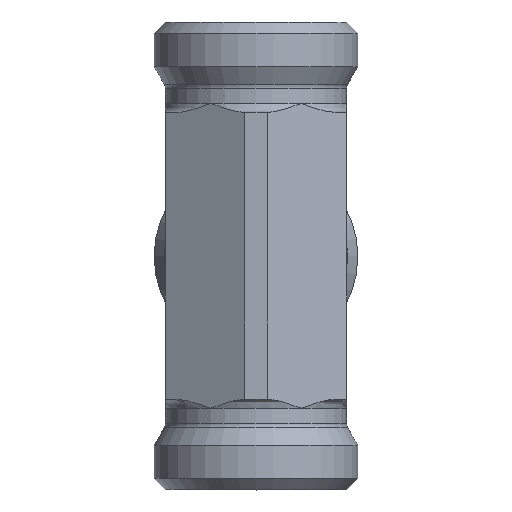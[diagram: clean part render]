
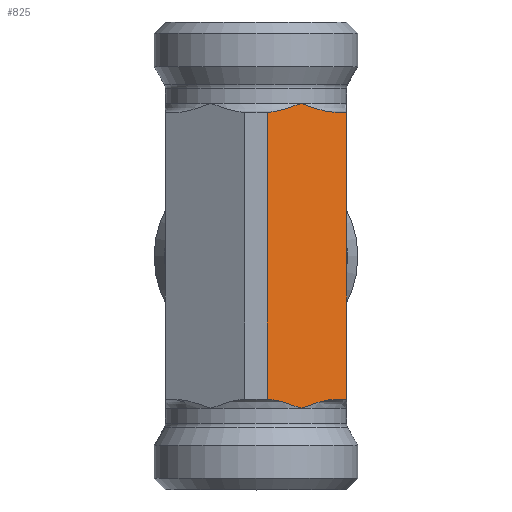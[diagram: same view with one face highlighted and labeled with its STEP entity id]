
A CAD part, top view. The second image highlights one B-rep face of the part: STEP entity #825.
In plain terms, the highlighted planar face has unit normal (0.5, 0, 0.866).
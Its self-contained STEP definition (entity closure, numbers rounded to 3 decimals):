
#327=CARTESIAN_POINT('',(-7.722,28.544,29.643));
#328=VERTEX_POINT('',#327);
#329=CARTESIAN_POINT('',(-12.485,29.744,32.392));
#330=VERTEX_POINT('',#329);
#331=CARTESIAN_POINT('',(-7.722,28.544,29.643));
#332=CARTESIAN_POINT('',(-9.262,28.544,30.531));
#333=CARTESIAN_POINT('',(-11.017,29.208,31.545));
#334=CARTESIAN_POINT('',(-12.485,29.744,32.392));
#335=B_SPLINE_CURVE_WITH_KNOTS('',3,(#331,#332,#333,#334),.UNSPECIFIED.,.F.,.U.,(4,4),(1.095,1.629),.UNSPECIFIED.);
#336=EDGE_CURVE('',#328,#330,#335,.T.);
#422=CARTESIAN_POINT('',(-16.985,28.55,34.99));
#423=VERTEX_POINT('',#422);
#434=CARTESIAN_POINT('',(-12.485,29.744,32.392));
#435=CARTESIAN_POINT('',(-13.87,29.238,33.192));
#436=CARTESIAN_POINT('',(-15.511,28.62,34.139));
#437=CARTESIAN_POINT('',(-16.985,28.55,34.99));
#438=B_SPLINE_CURVE_WITH_KNOTS('',3,(#434,#435,#436,#437),.UNSPECIFIED.,.F.,.U.,(4,4),(0.0,0.503),.UNSPECIFIED.);
#439=EDGE_CURVE('',#330,#423,#438,.T.);
#768=CARTESIAN_POINT('',(-16.985,9.544,34.99));
#769=DIRECTION('',(0.5,0.,0.866));
#770=DIRECTION('',(0.866,0.,-0.5));
#771=AXIS2_PLACEMENT_3D('',#768,#769,#770);
#772=PLANE('',#771);
#773=ORIENTED_EDGE('',*,*,#439,.T.);
#774=CARTESIAN_POINT('',(-16.985,-9.462,34.99));
#775=VERTEX_POINT('',#774);
#776=CARTESIAN_POINT('',(-16.985,28.55,34.99));
#777=DIRECTION('',(0.0,-1.0,0.0));
#778=VECTOR('',#777,38.013);
#779=LINE('',#776,#778);
#780=EDGE_CURVE('',#423,#775,#779,.T.);
#781=ORIENTED_EDGE('',*,*,#780,.T.);
#782=CARTESIAN_POINT('',(-12.485,-10.656,32.392));
#783=VERTEX_POINT('',#782);
#784=CARTESIAN_POINT('',(-16.985,-9.462,34.99));
#785=CARTESIAN_POINT('',(-15.511,-9.532,34.139));
#786=CARTESIAN_POINT('',(-13.87,-10.15,33.192));
#787=CARTESIAN_POINT('',(-12.485,-10.656,32.392));
#788=B_SPLINE_CURVE_WITH_KNOTS('',3,(#784,#785,#786,#787),.UNSPECIFIED.,.F.,.U.,(4,4),(1.126,1.629),.UNSPECIFIED.);
#789=EDGE_CURVE('',#775,#783,#788,.T.);
#790=ORIENTED_EDGE('',*,*,#789,.T.);
#791=CARTESIAN_POINT('',(-7.722,-9.456,29.643));
#792=VERTEX_POINT('',#791);
#793=CARTESIAN_POINT('',(-12.485,-10.656,32.392));
#794=CARTESIAN_POINT('',(-11.017,-10.12,31.545));
#795=CARTESIAN_POINT('',(-9.262,-9.456,30.531));
#796=CARTESIAN_POINT('',(-7.722,-9.456,29.643));
#797=B_SPLINE_CURVE_WITH_KNOTS('',3,(#793,#794,#795,#796),.UNSPECIFIED.,.F.,.U.,(4,4),(0.0,0.533),.UNSPECIFIED.);
#798=EDGE_CURVE('',#783,#792,#797,.T.);
#799=ORIENTED_EDGE('',*,*,#798,.T.);
#800=CARTESIAN_POINT('',(-6.485,-9.456,28.928));
#801=VERTEX_POINT('',#800);
#802=CARTESIAN_POINT('',(-7.722,-9.456,29.643));
#803=DIRECTION('',(0.866,0.0,-0.5));
#804=VECTOR('',#803,1.429);
#805=LINE('',#802,#804);
#806=EDGE_CURVE('',#792,#801,#805,.T.);
#807=ORIENTED_EDGE('',*,*,#806,.T.);
#808=CARTESIAN_POINT('',(-6.485,28.544,28.928));
#809=VERTEX_POINT('',#808);
#810=CARTESIAN_POINT('',(-6.485,28.544,28.928));
#811=DIRECTION('',(0.0,-1.0,0.0));
#812=VECTOR('',#811,38.0);
#813=LINE('',#810,#812);
#814=EDGE_CURVE('',#809,#801,#813,.T.);
#815=ORIENTED_EDGE('',*,*,#814,.F.);
#816=CARTESIAN_POINT('',(-6.485,28.544,28.928));
#817=DIRECTION('',(-0.866,0.0,0.5));
#818=VECTOR('',#817,1.429);
#819=LINE('',#816,#818);
#820=EDGE_CURVE('',#809,#328,#819,.T.);
#821=ORIENTED_EDGE('',*,*,#820,.T.);
#822=ORIENTED_EDGE('',*,*,#336,.T.);
#823=EDGE_LOOP('',(#773,#781,#790,#799,#807,#815,#821,#822));
#824=FACE_OUTER_BOUND('',#823,.T.);
#825=ADVANCED_FACE('',(#824),#772,.T.);
